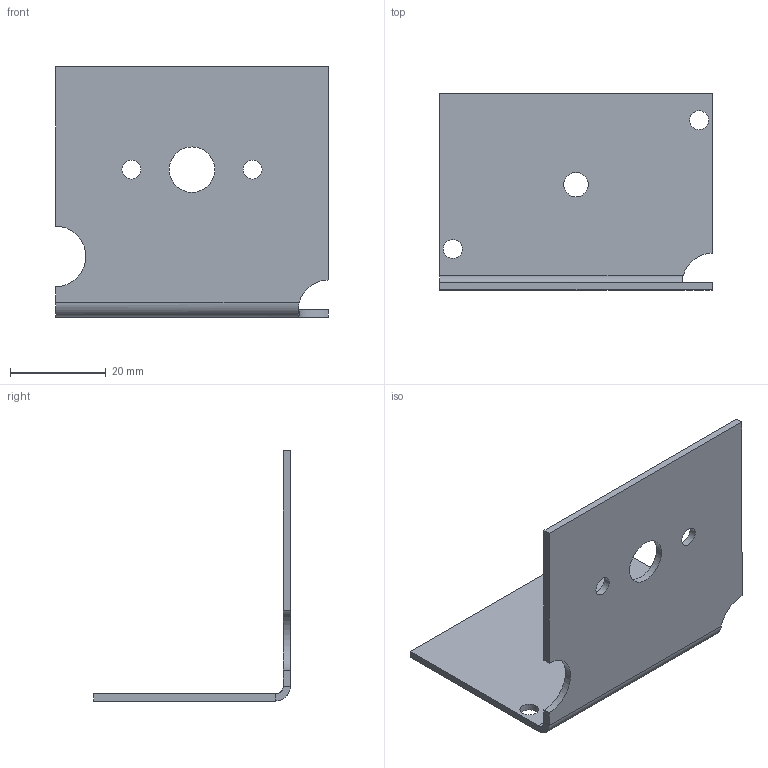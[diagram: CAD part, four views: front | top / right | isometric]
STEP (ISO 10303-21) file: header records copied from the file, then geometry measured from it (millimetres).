
FILE_DESCRIPTION(/* description */ (''),/* implementation_level */ '2;1');
FILE_NAME(/* name */ 'Dragon''s Lair Drawer Securing Brackets.step',/* time_stamp */ '2025-05-18T12:21:13-04:00',/* author */ (''),/* organization */ (''),/* preprocessor_version */ 'ST-DEVELOPER v20.1',/* originating_system */ 'Autodesk Translation Framework v14.4.0.0',/* authorisation */ '');
FILE_SCHEMA (('AUTOMOTIVE_DESIGN { 1 0 10303 214 3 1 1 }'));
Length unit declared in the file: inch
Products named in the file (1): Dragon's Lair Drawer Securing Brackets
Bounding box: 57.15 x 41.19 x 52.39 mm (x, y, z)
Volume: 7394.8 mm3; surface area: 10478.6 mm2
Topology: 1 solids, 1 shells, 24 faces, 60 edges, 38 vertices
Faces by surface type: plane 12, cylinder 11, bspline 1
Full cylindrical faces by diameter (mm): 3.969 x4, 5.105 x1, 9.525 x1
Entity records: 797 total; most frequent: CARTESIAN_POINT 152, DIRECTION 126, ORIENTED_EDGE 120, EDGE_CURVE 60, AXIS2_PLACEMENT_3D 44, LINE 38, VECTOR 38, VERTEX_POINT 38
